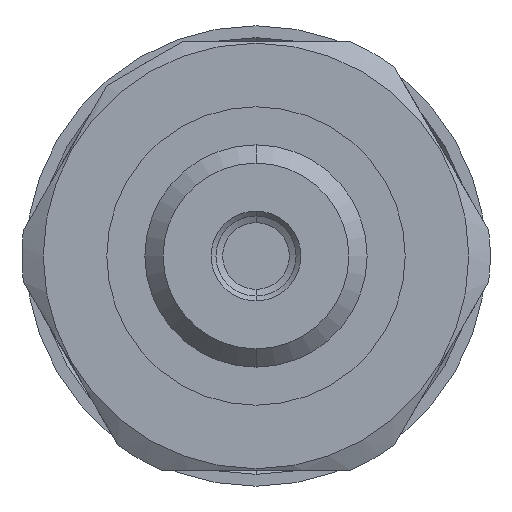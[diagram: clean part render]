
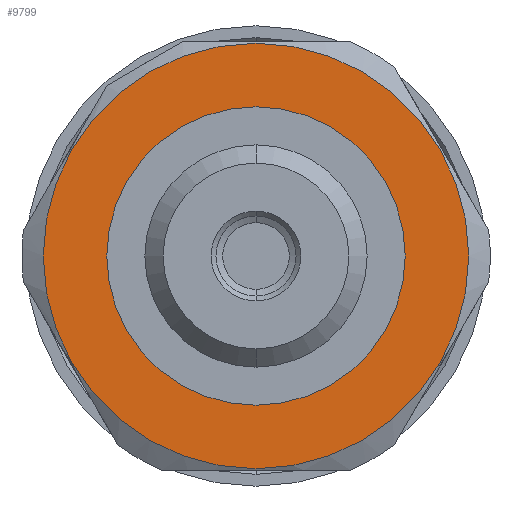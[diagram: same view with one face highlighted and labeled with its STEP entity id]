
A CAD part, front view. The second image highlights one B-rep face of the part: STEP entity #9799.
In plain terms, the highlighted face is planar.
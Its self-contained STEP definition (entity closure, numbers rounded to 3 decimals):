
#359 = ORIENTED_EDGE ( 'NONE', *, *, #2407, .T. ) ;
#450 = DIRECTION ( 'NONE',  ( 0., 0., 1. ) ) ;
#454 = DIRECTION ( 'NONE',  ( -1., 0., 0. ) ) ;
#483 = CARTESIAN_POINT ( 'NONE',  ( 33.5, 0., 0. ) ) ;
#1236 = DIRECTION ( 'NONE',  ( 0., 0., 1. ) ) ;
#1255 = CARTESIAN_POINT ( 'NONE',  ( 33.5, 0., -9.4 ) ) ;
#1279 = DIRECTION ( 'NONE',  ( -1., 0., 0. ) ) ;
#1303 = CIRCLE ( 'NONE', #2357, 13.4 ) ;
#1323 = CARTESIAN_POINT ( 'NONE',  ( 33.5, 0., 0. ) ) ;
#1947 = EDGE_CURVE ( 'NONE', #8989, #7074, #7596, .T. ) ;
#2138 = CARTESIAN_POINT ( 'NONE',  ( 33.5, 0., 0. ) ) ;
#2177 = DIRECTION ( 'NONE',  ( -1., 0., 0. ) ) ;
#2233 = DIRECTION ( 'NONE',  ( 0., 0., 1. ) ) ;
#2270 = FACE_BOUND ( 'NONE', #2735, .T. ) ;
#2320 = AXIS2_PLACEMENT_3D ( 'NONE', #6749, #6819, #6822 ) ;
#2357 = AXIS2_PLACEMENT_3D ( 'NONE', #483, #454, #450 ) ;
#2407 = EDGE_CURVE ( 'NONE', #2960, #8091, #7239, .T. ) ;
#2735 = EDGE_LOOP ( 'NONE', ( #359, #7020 ) ) ;
#2960 = VERTEX_POINT ( 'NONE', #3685 ) ;
#3685 = CARTESIAN_POINT ( 'NONE',  ( 33.5, 0., 9.4 ) ) ;
#3943 = EDGE_CURVE ( 'NONE', #8091, #2960, #6492, .T. ) ;
#4114 = AXIS2_PLACEMENT_3D ( 'NONE', #1323, #1279, #1236 ) ;
#4415 = DIRECTION ( 'NONE',  ( -1., 0., 0. ) ) ;
#5163 = CARTESIAN_POINT ( 'NONE',  ( 33.5, 0., 13.4 ) ) ;
#5175 = AXIS2_PLACEMENT_3D ( 'NONE', #2138, #2177, #2233 ) ;
#6295 = EDGE_CURVE ( 'NONE', #7074, #8989, #1303, .T. ) ;
#6492 = CIRCLE ( 'NONE', #4114, 9.4 ) ;
#6588 = EDGE_LOOP ( 'NONE', ( #9045, #9988 ) ) ;
#6749 = CARTESIAN_POINT ( 'NONE',  ( 33.5, 0., 0. ) ) ;
#6819 = DIRECTION ( 'NONE',  ( -1., 0., 0. ) ) ;
#6822 = DIRECTION ( 'NONE',  ( 0., 0., 1. ) ) ;
#7020 = ORIENTED_EDGE ( 'NONE', *, *, #3943, .T. ) ;
#7074 = VERTEX_POINT ( 'NONE', #8648 ) ;
#7239 = CIRCLE ( 'NONE', #2320, 9.4 ) ;
#7596 = CIRCLE ( 'NONE', #5175, 13.4 ) ;
#7690 = PLANE ( 'NONE',  #8844 ) ;
#8091 = VERTEX_POINT ( 'NONE', #1255 ) ;
#8238 = FACE_OUTER_BOUND ( 'NONE', #6588, .T. ) ;
#8427 = CARTESIAN_POINT ( 'NONE',  ( 33.5, 13.4, 0. ) ) ;
#8648 = CARTESIAN_POINT ( 'NONE',  ( 33.5, 0., -13.4 ) ) ;
#8844 = AXIS2_PLACEMENT_3D ( 'NONE', #8427, #4415, #9730 ) ;
#8989 = VERTEX_POINT ( 'NONE', #5163 ) ;
#9045 = ORIENTED_EDGE ( 'NONE', *, *, #1947, .F. ) ;
#9730 = DIRECTION ( 'NONE',  ( 0., 0., 1. ) ) ;
#9799 = ADVANCED_FACE ( 'NONE', ( #8238, #2270 ), #7690, .F. ) ;
#9988 = ORIENTED_EDGE ( 'NONE', *, *, #6295, .F. ) ;
